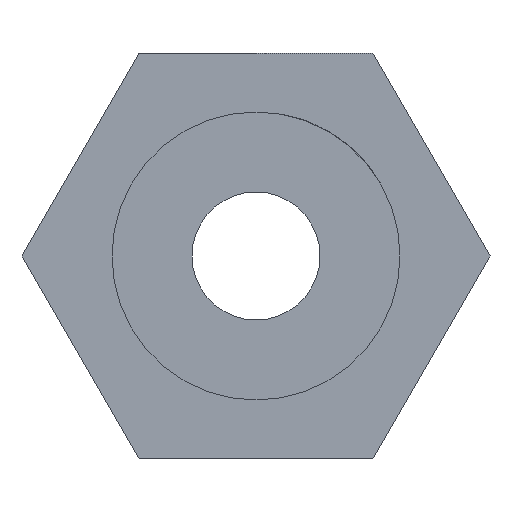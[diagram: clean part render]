
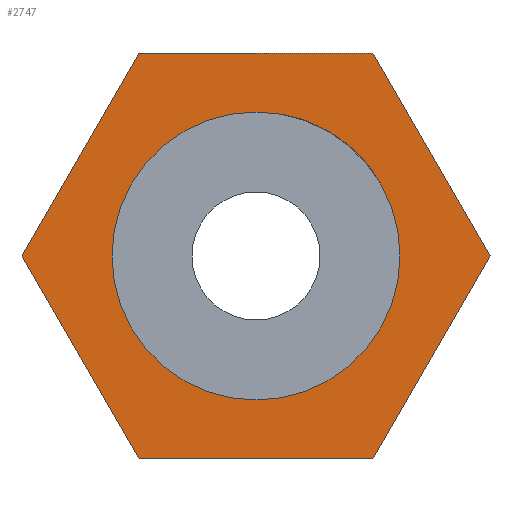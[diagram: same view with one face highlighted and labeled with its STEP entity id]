
A CAD part, left-side view. The second image highlights one B-rep face of the part: STEP entity #2747.
In plain terms, the highlighted planar face has unit normal (-1, 0, 0).
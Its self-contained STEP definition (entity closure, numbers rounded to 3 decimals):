
#12 = ORIENTED_EDGE ( 'NONE', *, *, #650, .F. ) ;
#145 = DIRECTION ( 'NONE',  ( 0., 0., 1. ) ) ;
#170 = DIRECTION ( 'NONE',  ( 0., -0.5, -0.866 ) ) ;
#221 = LINE ( 'NONE', #2299, #4209 ) ;
#322 = VERTEX_POINT ( 'NONE', #3793 ) ;
#350 = CARTESIAN_POINT ( 'NONE',  ( 13.75, 5.485, -9.5 ) ) ;
#516 = PLANE ( 'NONE',  #1283 ) ;
#564 = DIRECTION ( 'NONE',  ( 0., 0.5, -0.866 ) ) ;
#573 = CARTESIAN_POINT ( 'NONE',  ( 13.75, -10.97, 0. ) ) ;
#650 = EDGE_CURVE ( 'NONE', #3207, #1418, #3091, .T. ) ;
#798 = CARTESIAN_POINT ( 'NONE',  ( 13.75, 5.485, -9.5 ) ) ;
#920 = DIRECTION ( 'NONE',  ( 0., 1., 0. ) ) ;
#1016 = EDGE_LOOP ( 'NONE', ( #12, #1302 ) ) ;
#1079 = EDGE_CURVE ( 'NONE', #1362, #322, #4537, .T. ) ;
#1114 = VECTOR ( 'NONE', #920, 1000. ) ;
#1145 = CARTESIAN_POINT ( 'NONE',  ( 13.75, 0., 0. ) ) ;
#1185 = CARTESIAN_POINT ( 'NONE',  ( 13.75, 0., -6.75 ) ) ;
#1213 = EDGE_CURVE ( 'NONE', #1418, #3207, #1954, .T. ) ;
#1219 = ORIENTED_EDGE ( 'NONE', *, *, #3922, .F. ) ;
#1283 = AXIS2_PLACEMENT_3D ( 'NONE', #3834, #1330, #1354 ) ;
#1302 = ORIENTED_EDGE ( 'NONE', *, *, #1213, .F. ) ;
#1330 = DIRECTION ( 'NONE',  ( 1., 0., 0. ) ) ;
#1347 = LINE ( 'NONE', #4179, #1892 ) ;
#1354 = DIRECTION ( 'NONE',  ( 0., 0., -1. ) ) ;
#1362 = VERTEX_POINT ( 'NONE', #798 ) ;
#1377 = DIRECTION ( 'NONE',  ( 0., -0.5, 0.866 ) ) ;
#1418 = VERTEX_POINT ( 'NONE', #1185 ) ;
#1614 = EDGE_CURVE ( 'NONE', #3521, #5191, #221, .T. ) ;
#1841 = LINE ( 'NONE', #3863, #1114 ) ;
#1892 = VECTOR ( 'NONE', #564, 1000. ) ;
#1954 = CIRCLE ( 'NONE', #4895, 6.75 ) ;
#1996 = DIRECTION ( 'NONE',  ( 0., 0.5, 0.866 ) ) ;
#2010 = CARTESIAN_POINT ( 'NONE',  ( 13.75, -5.485, 9.5 ) ) ;
#2197 = CARTESIAN_POINT ( 'NONE',  ( 13.75, 0., 0. ) ) ;
#2277 = FACE_OUTER_BOUND ( 'NONE', #5145, .T. ) ;
#2299 = CARTESIAN_POINT ( 'NONE',  ( 13.75, -5.485, 9.5 ) ) ;
#2348 = LINE ( 'NONE', #3510, #3777 ) ;
#2747 = ADVANCED_FACE ( 'NONE', ( #3032, #2277 ), #516, .F. ) ;
#2786 = DIRECTION ( 'NONE',  ( -1., 0., 0. ) ) ;
#2893 = EDGE_CURVE ( 'NONE', #4397, #1362, #1841, .T. ) ;
#3032 = FACE_BOUND ( 'NONE', #1016, .T. ) ;
#3040 = ORIENTED_EDGE ( 'NONE', *, *, #1614, .F. ) ;
#3091 = CIRCLE ( 'NONE', #4810, 6.75 ) ;
#3207 = VERTEX_POINT ( 'NONE', #4705 ) ;
#3331 = EDGE_CURVE ( 'NONE', #4311, #3521, #2348, .T. ) ;
#3510 = CARTESIAN_POINT ( 'NONE',  ( 13.75, 5.485, 9.5 ) ) ;
#3521 = VERTEX_POINT ( 'NONE', #2010 ) ;
#3777 = VECTOR ( 'NONE', #4422, 1000. ) ;
#3784 = ORIENTED_EDGE ( 'NONE', *, *, #1079, .F. ) ;
#3793 = CARTESIAN_POINT ( 'NONE',  ( 13.75, 10.97, 0. ) ) ;
#3834 = CARTESIAN_POINT ( 'NONE',  ( 13.75, 0., 0. ) ) ;
#3854 = CARTESIAN_POINT ( 'NONE',  ( 13.75, 10.97, 0. ) ) ;
#3863 = CARTESIAN_POINT ( 'NONE',  ( 13.75, -5.485, -9.5 ) ) ;
#3922 = EDGE_CURVE ( 'NONE', #5191, #4397, #1347, .T. ) ;
#3960 = EDGE_CURVE ( 'NONE', #322, #4311, #5083, .T. ) ;
#4179 = CARTESIAN_POINT ( 'NONE',  ( 13.75, -10.97, 0. ) ) ;
#4209 = VECTOR ( 'NONE', #170, 1000. ) ;
#4220 = CARTESIAN_POINT ( 'NONE',  ( 13.75, 5.485, 9.5 ) ) ;
#4281 = ORIENTED_EDGE ( 'NONE', *, *, #2893, .F. ) ;
#4311 = VERTEX_POINT ( 'NONE', #4220 ) ;
#4397 = VERTEX_POINT ( 'NONE', #4864 ) ;
#4422 = DIRECTION ( 'NONE',  ( 0., -1., 0. ) ) ;
#4436 = DIRECTION ( 'NONE',  ( 0., 0., 1. ) ) ;
#4458 = VECTOR ( 'NONE', #1996, 1000. ) ;
#4537 = LINE ( 'NONE', #350, #4458 ) ;
#4642 = ORIENTED_EDGE ( 'NONE', *, *, #3960, .F. ) ;
#4705 = CARTESIAN_POINT ( 'NONE',  ( 13.75, 0., 6.75 ) ) ;
#4710 = DIRECTION ( 'NONE',  ( -1., 0., 0. ) ) ;
#4810 = AXIS2_PLACEMENT_3D ( 'NONE', #1145, #2786, #4436 ) ;
#4864 = CARTESIAN_POINT ( 'NONE',  ( 13.75, -5.485, -9.5 ) ) ;
#4895 = AXIS2_PLACEMENT_3D ( 'NONE', #2197, #4710, #145 ) ;
#4910 = VECTOR ( 'NONE', #1377, 1000. ) ;
#4982 = ORIENTED_EDGE ( 'NONE', *, *, #3331, .F. ) ;
#5083 = LINE ( 'NONE', #3854, #4910 ) ;
#5145 = EDGE_LOOP ( 'NONE', ( #3784, #4281, #1219, #3040, #4982, #4642 ) ) ;
#5191 = VERTEX_POINT ( 'NONE', #573 ) ;
